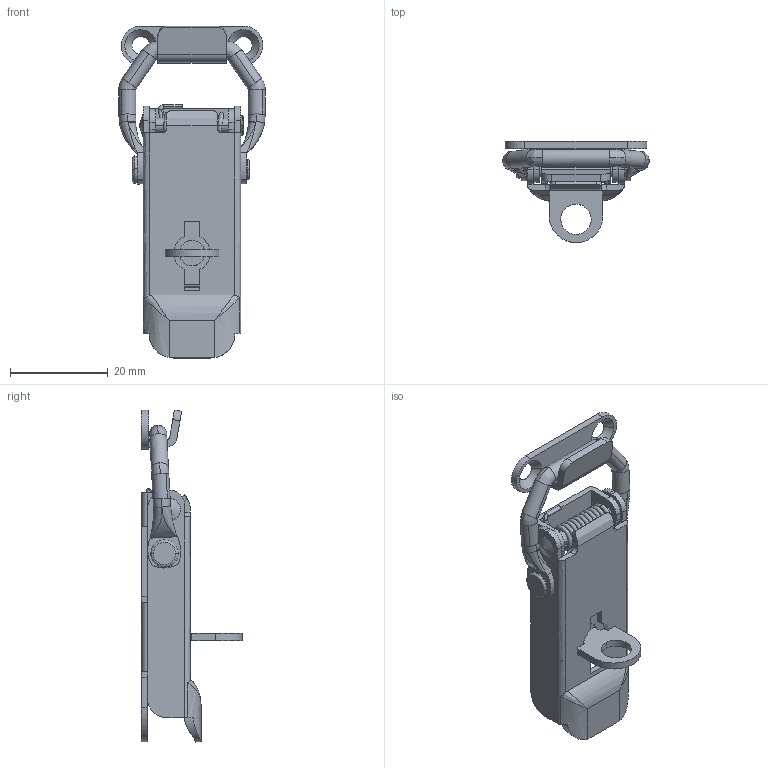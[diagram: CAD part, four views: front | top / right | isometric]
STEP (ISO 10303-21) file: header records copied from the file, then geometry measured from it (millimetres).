
FILE_DESCRIPTION((''),'2;1');
FILE_NAME('','2013-06-24T16:25:17',(''),(''),'','CADfix','');
FILE_SCHEMA(('AUTOMOTIVE_DESIGN { 1 0 10303 214 1 1 1 1 }'));
Length unit declared in the file: millimetre
Bounding box: 30 x 20.7 x 68 mm (x, y, z)
Volume: 4962.6 mm3; surface area: 9306.6 mm2
Topology: 6 solids, 6 shells, 318 faces, 927 edges, 620 vertices
Faces by surface type: bspline 318
Entity records: 17652 total; most frequent: CARTESIAN_POINT 12435, ORIENTED_EDGE 1838, EDGE_CURVE 919, VERTEX_POINT 620, QUASI_UNIFORM_CURVE 429, EDGE_LOOP 349, FACE_OUTER_BOUND 318, ADVANCED_FACE 318
